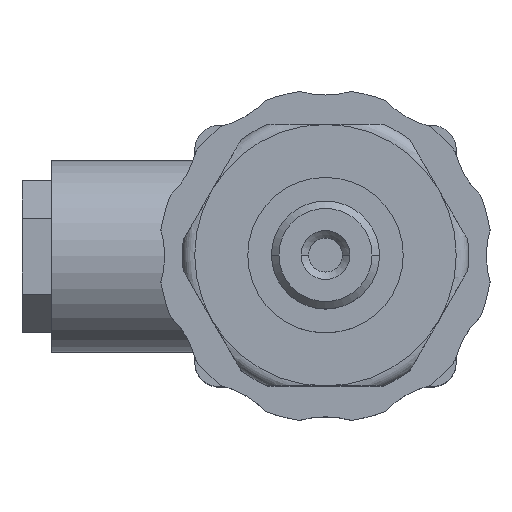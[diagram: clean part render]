
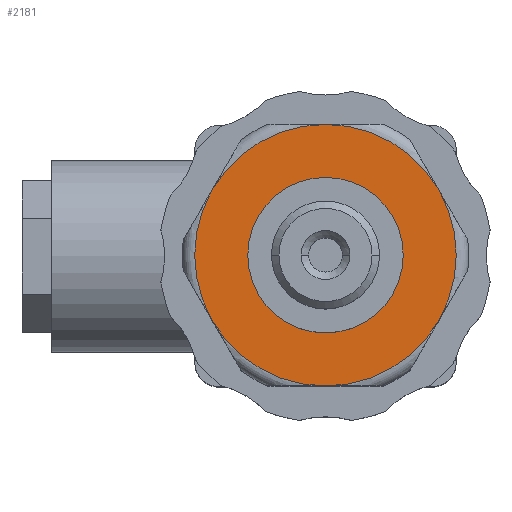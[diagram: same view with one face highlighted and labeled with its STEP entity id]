
A CAD part, top view. The second image highlights one B-rep face of the part: STEP entity #2181.
In plain terms, the highlighted planar face has unit normal (0, 0, 1).
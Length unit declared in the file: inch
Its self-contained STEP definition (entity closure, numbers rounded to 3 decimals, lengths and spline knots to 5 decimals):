
#563=CARTESIAN_POINT('',(-0.31496,0.,0.83));
#564=VERTEX_POINT('',#563);
#580=CARTESIAN_POINT('',(0.31496,0.,0.83));
#581=VERTEX_POINT('',#580);
#588=CARTESIAN_POINT('',(0.,0.,0.83));
#589=DIRECTION('',(0.0,0.0,-1.0));
#590=DIRECTION('',(-1.0,0.0,0.0));
#591=AXIS2_PLACEMENT_3D('',#588,#589,#590);
#592=CIRCLE('',#591,0.31496);
#593=EDGE_CURVE('',#564,#581,#592,.T.);
#2046=CARTESIAN_POINT('',(0.,0.,0.83));
#2047=DIRECTION('',(0.0,0.0,-1.0));
#2048=DIRECTION('',(-1.0,0.0,0.0));
#2049=AXIS2_PLACEMENT_3D('',#2046,#2047,#2048);
#2050=CIRCLE('',#2049,0.31496);
#2051=EDGE_CURVE('',#581,#564,#2050,.T.);
#2116=CARTESIAN_POINT('',(0.0,0.0,0.83));
#2117=DIRECTION('',(0.0,0.0,1.0));
#2118=DIRECTION('',(1.0,0.0,0.0));
#2119=AXIS2_PLACEMENT_3D('',#2116,#2117,#2118);
#2120=PLANE('',#2119);
#2121=CARTESIAN_POINT('',(0.0,-0.53,0.83));
#2122=VERTEX_POINT('',#2121);
#2123=CARTESIAN_POINT('',(-0.45899,-0.265,0.83));
#2124=VERTEX_POINT('',#2123);
#2125=CARTESIAN_POINT('',(0.0,0.0,0.83));
#2126=DIRECTION('',(0.0,0.0,-1.0));
#2127=DIRECTION('',(-1.0,0.0,0.0));
#2128=AXIS2_PLACEMENT_3D('',#2125,#2126,#2127);
#2129=CIRCLE('',#2128,0.53);
#2130=EDGE_CURVE('',#2122,#2124,#2129,.T.);
#2131=ORIENTED_EDGE('',*,*,#2130,.F.);
#2132=CARTESIAN_POINT('',(0.45899,-0.265,0.83));
#2133=VERTEX_POINT('',#2132);
#2134=CARTESIAN_POINT('',(0.0,0.0,0.83));
#2135=DIRECTION('',(0.0,0.0,-1.0));
#2136=DIRECTION('',(-1.0,0.0,0.0));
#2137=AXIS2_PLACEMENT_3D('',#2134,#2135,#2136);
#2138=CIRCLE('',#2137,0.53);
#2139=EDGE_CURVE('',#2133,#2122,#2138,.T.);
#2140=ORIENTED_EDGE('',*,*,#2139,.F.);
#2141=CARTESIAN_POINT('',(0.45899,0.265,0.83));
#2142=VERTEX_POINT('',#2141);
#2143=CARTESIAN_POINT('',(0.0,0.0,0.83));
#2144=DIRECTION('',(0.0,0.0,-1.0));
#2145=DIRECTION('',(-1.0,0.0,0.0));
#2146=AXIS2_PLACEMENT_3D('',#2143,#2144,#2145);
#2147=CIRCLE('',#2146,0.53);
#2148=EDGE_CURVE('',#2142,#2133,#2147,.T.);
#2149=ORIENTED_EDGE('',*,*,#2148,.F.);
#2150=CARTESIAN_POINT('',(0.,0.53,0.83));
#2151=VERTEX_POINT('',#2150);
#2152=CARTESIAN_POINT('',(0.0,0.0,0.83));
#2153=DIRECTION('',(0.0,0.0,-1.0));
#2154=DIRECTION('',(-1.0,0.0,0.0));
#2155=AXIS2_PLACEMENT_3D('',#2152,#2153,#2154);
#2156=CIRCLE('',#2155,0.53);
#2157=EDGE_CURVE('',#2151,#2142,#2156,.T.);
#2158=ORIENTED_EDGE('',*,*,#2157,.F.);
#2159=CARTESIAN_POINT('',(-0.45899,0.265,0.83));
#2160=VERTEX_POINT('',#2159);
#2161=CARTESIAN_POINT('',(0.0,0.0,0.83));
#2162=DIRECTION('',(0.0,0.0,-1.0));
#2163=DIRECTION('',(-1.0,0.0,0.0));
#2164=AXIS2_PLACEMENT_3D('',#2161,#2162,#2163);
#2165=CIRCLE('',#2164,0.53);
#2166=EDGE_CURVE('',#2160,#2151,#2165,.T.);
#2167=ORIENTED_EDGE('',*,*,#2166,.F.);
#2168=CARTESIAN_POINT('',(0.0,0.0,0.83));
#2169=DIRECTION('',(0.0,0.0,-1.0));
#2170=DIRECTION('',(-1.0,0.0,0.0));
#2171=AXIS2_PLACEMENT_3D('',#2168,#2169,#2170);
#2172=CIRCLE('',#2171,0.53);
#2173=EDGE_CURVE('',#2124,#2160,#2172,.T.);
#2174=ORIENTED_EDGE('',*,*,#2173,.F.);
#2175=EDGE_LOOP('',(#2131,#2140,#2149,#2158,#2167,#2174));
#2176=FACE_OUTER_BOUND('',#2175,.T.);
#2177=ORIENTED_EDGE('',*,*,#593,.T.);
#2178=ORIENTED_EDGE('',*,*,#2051,.T.);
#2179=EDGE_LOOP('',(#2177,#2178));
#2180=FACE_BOUND('',#2179,.T.);
#2181=ADVANCED_FACE('',(#2176,#2180),#2120,.T.);
